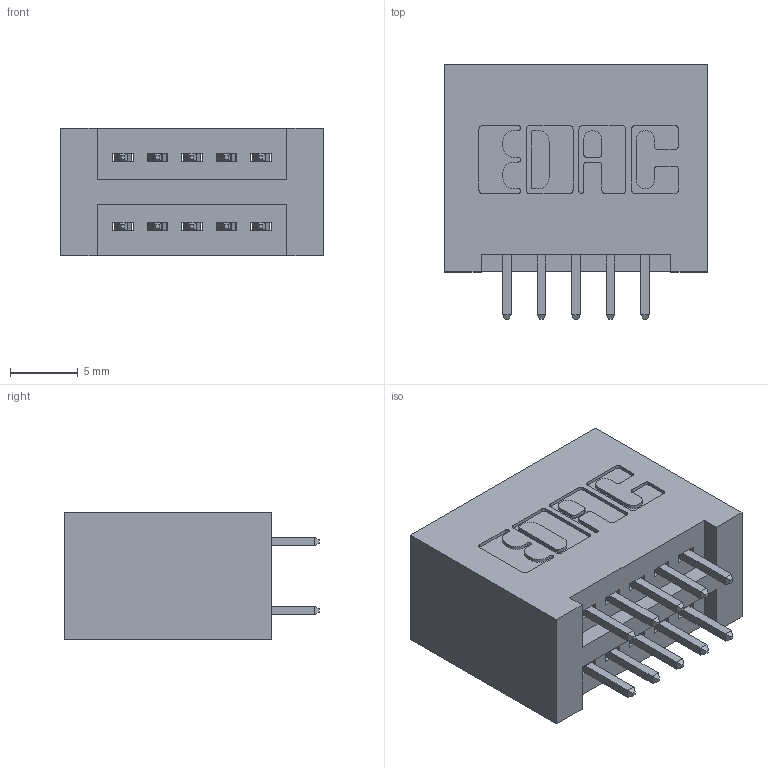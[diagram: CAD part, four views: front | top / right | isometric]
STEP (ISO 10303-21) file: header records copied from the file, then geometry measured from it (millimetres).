
FILE_DESCRIPTION (( 'STEP AP203' ), '1' );
FILE_NAME ('345-010-521-201.STEP', '2019-10-26T13:41:54', ( '' ), ( '' ), 'SwSTEP 2.0', 'SolidWorks 2016', '' );
FILE_SCHEMA (( 'CONFIG_CONTROL_DESIGN' ));
Length unit declared in the file: inch
Products named in the file (3): 345-010-521-201; 345-292-001_345-293-121; 345 Part_No Mounting Lugs
Assembly tree (11 placements, depth 2):
  345-010-521-201
    345 Part_No Mounting Lugs
    345-292-001_345-293-121  x10
Bounding box: 19.3 x 18.72 x 9.4 mm (x, y, z)
Volume: 2143.6 mm3; surface area: 2728.7 mm2
Topology: 11 solids, 11 shells, 618 faces, 1807 edges, 1190 vertices
Faces by surface type: plane 406, cylinder 212
Entity records: 8645 total; most frequent: CARTESIAN_POINT 1484, ORIENTED_EDGE 1418, DIRECTION 1349, EDGE_CURVE 709, LINE 565, VECTOR 565, VERTEX_POINT 470, AXIS2_PLACEMENT_3D 392
